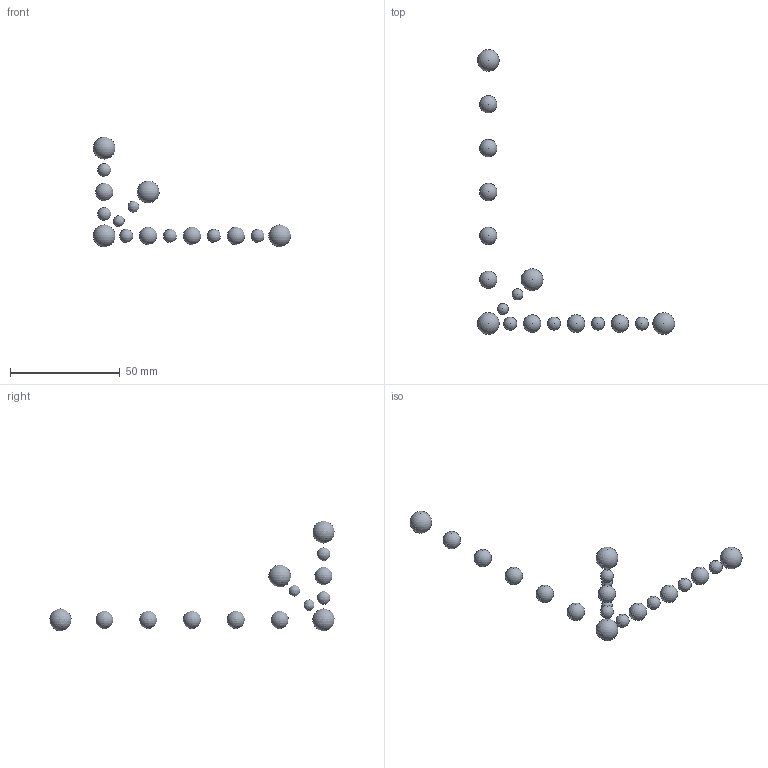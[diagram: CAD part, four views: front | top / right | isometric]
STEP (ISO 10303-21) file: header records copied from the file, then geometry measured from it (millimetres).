
FILE_DESCRIPTION(/* description */ (''),/* implementation_level */ '2;1');
FILE_NAME(/* name */ 'Marqueur 2 v8.step',/* time_stamp */ '2024-04-25T14:17:06+02:00',/* author */ (''),/* organization */ (''),/* preprocessor_version */ 'ST-DEVELOPER v20',/* originating_system */ 'Autodesk Translation Framework v12.20.1.177',/* authorisation */ '');
FILE_SCHEMA (('AUTOMOTIVE_DESIGN { 1 0 10303 214 3 1 1 }'));
Length unit declared in the file: millimetre
Products named in the file (1): Marqueur 2
Bounding box: 89.96 x 129.93 x 50 mm (x, y, z)
Volume: 5840.2 mm3; surface area: 4216 mm2
Topology: 22 solids, 22 shells, 22 faces, 66 edges, 44 vertices
Faces by surface type: sphere 22
Entity records: 551 total; most frequent: DIRECTION 90, CARTESIAN_POINT 89, AXIS2_PLACEMENT_3D 45, VERTEX_POINT 44, ORIENTED_EDGE 44, STYLED_ITEM 22, MANIFOLD_SOLID_BREP 22, FACE_OUTER_BOUND 22
